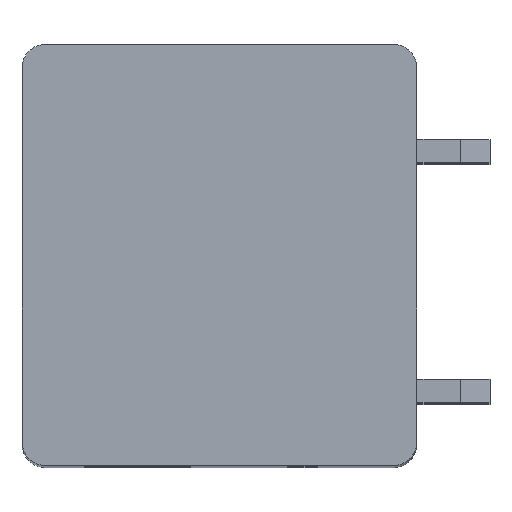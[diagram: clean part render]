
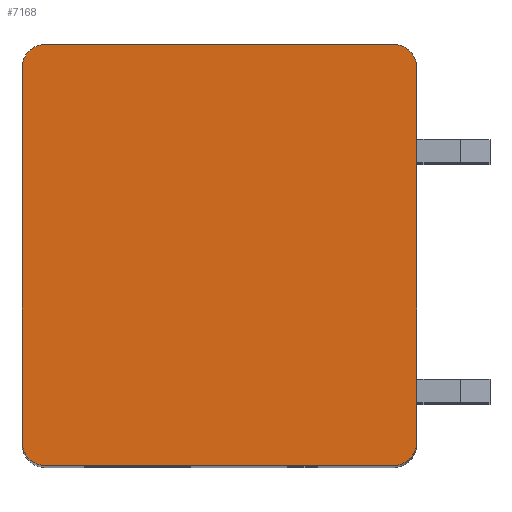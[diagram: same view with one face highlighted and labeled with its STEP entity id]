
A CAD part, top view. The second image highlights one B-rep face of the part: STEP entity #7168.
In plain terms, the highlighted planar face has unit normal (0, 0, 1).
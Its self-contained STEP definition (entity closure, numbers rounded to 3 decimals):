
#1125=CARTESIAN_POINT('',(-5.95,6.4,2.5));
#1126=DIRECTION('',(0.,0.,1.));
#1127=DIRECTION('',(0.,1.,0.));
#1128=AXIS2_PLACEMENT_3D('',#1125,#1126,#1127);
#1130=DIRECTION('',(-1.,0.,0.));
#1131=VECTOR('',#1130,11.9);
#1132=CARTESIAN_POINT('',(5.95,7.2,2.5));
#1133=LINE('',#1132,#1131);
#1134=CARTESIAN_POINT('',(5.95,6.4,2.5));
#1135=DIRECTION('',(0.,0.,1.));
#1136=DIRECTION('',(1.,0.,0.));
#1137=AXIS2_PLACEMENT_3D('',#1134,#1135,#1136);
#1139=DIRECTION('',(0.,1.,0.));
#1140=VECTOR('',#1139,12.8);
#1141=CARTESIAN_POINT('',(6.75,-6.4,2.5));
#1142=LINE('',#1141,#1140);
#1143=CARTESIAN_POINT('',(5.95,-6.4,2.5));
#1144=DIRECTION('',(0.,0.,1.));
#1145=DIRECTION('',(0.,-1.,0.));
#1146=AXIS2_PLACEMENT_3D('',#1143,#1144,#1145);
#1148=DIRECTION('',(1.,0.,0.));
#1149=VECTOR('',#1148,11.9);
#1150=CARTESIAN_POINT('',(-5.95,-7.2,2.5));
#1151=LINE('',#1150,#1149);
#1152=CARTESIAN_POINT('',(-5.95,-6.4,2.5));
#1153=DIRECTION('',(0.,0.,1.));
#1154=DIRECTION('',(-1.,0.,0.));
#1155=AXIS2_PLACEMENT_3D('',#1152,#1153,#1154);
#1157=DIRECTION('',(0.,-1.,0.));
#1158=VECTOR('',#1157,12.8);
#1159=CARTESIAN_POINT('',(-6.75,6.4,2.5));
#1160=LINE('',#1159,#1158);
#5141=CARTESIAN_POINT('',(-5.95,7.2,2.5));
#5142=VERTEX_POINT('',#5141);
#5143=CARTESIAN_POINT('',(-6.75,6.4,2.5));
#5144=VERTEX_POINT('',#5143);
#5149=CARTESIAN_POINT('',(6.75,6.4,2.5));
#5150=VERTEX_POINT('',#5149);
#5151=CARTESIAN_POINT('',(5.95,7.2,2.5));
#5152=VERTEX_POINT('',#5151);
#5157=CARTESIAN_POINT('',(-6.75,-6.4,2.5));
#5158=VERTEX_POINT('',#5157);
#5159=CARTESIAN_POINT('',(-5.95,-7.2,2.5));
#5160=VERTEX_POINT('',#5159);
#5165=CARTESIAN_POINT('',(5.95,-7.2,2.5));
#5166=VERTEX_POINT('',#5165);
#5167=CARTESIAN_POINT('',(6.75,-6.4,2.5));
#5168=VERTEX_POINT('',#5167);
#7153=CARTESIAN_POINT('',(0.,0.,2.5));
#7154=DIRECTION('',(0.,0.,1.));
#7155=DIRECTION('',(1.,0.,0.));
#7156=AXIS2_PLACEMENT_3D('',#7153,#7154,#7155);
#7157=PLANE('',#7156);
#7158=ORIENTED_EDGE('',*,*,#6473,.F.);
#7159=ORIENTED_EDGE('',*,*,#6489,.F.);
#7160=ORIENTED_EDGE('',*,*,#6694,.F.);
#7161=ORIENTED_EDGE('',*,*,#6709,.F.);
#7162=ORIENTED_EDGE('',*,*,#6882,.F.);
#7163=ORIENTED_EDGE('',*,*,#6895,.F.);
#7164=ORIENTED_EDGE('',*,*,#7134,.F.);
#7165=ORIENTED_EDGE('',*,*,#7146,.F.);
#7166=EDGE_LOOP('',(#7158,#7159,#7160,#7161,#7162,#7163,#7164,#7165));
#7167=FACE_OUTER_BOUND('',#7166,.F.);
#1129=CIRCLE('',#1128,0.8);
#1138=CIRCLE('',#1137,0.8);
#1147=CIRCLE('',#1146,0.8);
#1156=CIRCLE('',#1155,0.8);
#6473=EDGE_CURVE('',#5142,#5144,#1129,.T.);
#6489=EDGE_CURVE('',#5152,#5142,#1133,.T.);
#6694=EDGE_CURVE('',#5150,#5152,#1138,.T.);
#6709=EDGE_CURVE('',#5168,#5150,#1142,.T.);
#6882=EDGE_CURVE('',#5166,#5168,#1147,.T.);
#6895=EDGE_CURVE('',#5160,#5166,#1151,.T.);
#7134=EDGE_CURVE('',#5158,#5160,#1156,.T.);
#7146=EDGE_CURVE('',#5144,#5158,#1160,.T.);
#7168=ADVANCED_FACE('',(#7167),#7157,.T.);
